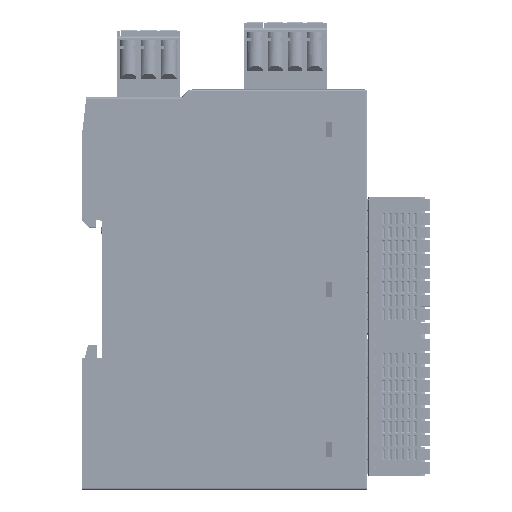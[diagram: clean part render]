
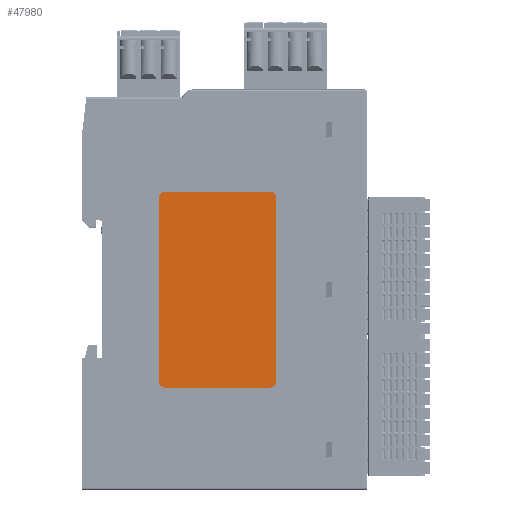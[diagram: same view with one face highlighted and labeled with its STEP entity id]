
A CAD part, top view. The second image highlights one B-rep face of the part: STEP entity #47980.
In plain terms, the highlighted planar face has unit normal (0, 0, 1).
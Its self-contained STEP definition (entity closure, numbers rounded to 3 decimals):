
#14943=LINE('',#264467,#32950);
#14946=LINE('',#264473,#32953);
#14950=LINE('',#264481,#32957);
#14952=LINE('',#264485,#32959);
#32950=VECTOR('',#207167,1.);
#32953=VECTOR('',#207172,1.);
#32957=VECTOR('',#207178,1.);
#32959=VECTOR('',#207182,1.);
#47980=ADVANCED_FACE('',(#64071),#56607,.F.);
#56607=PLANE('',#181163);
#64071=FACE_OUTER_BOUND('',#73820,.T.);
#73820=EDGE_LOOP('',(#97088,#97089,#97090,#97091,#97092,#97093,#97094,#97095));
#97088=ORIENTED_EDGE('',*,*,#155237,.F.);
#97089=ORIENTED_EDGE('',*,*,#155242,.T.);
#97090=ORIENTED_EDGE('',*,*,#155239,.F.);
#97091=ORIENTED_EDGE('',*,*,#155243,.T.);
#97092=ORIENTED_EDGE('',*,*,#155230,.F.);
#97093=ORIENTED_EDGE('',*,*,#155244,.T.);
#97094=ORIENTED_EDGE('',*,*,#155233,.F.);
#97095=ORIENTED_EDGE('',*,*,#155245,.T.);
#136239=VERTEX_POINT('',#264468);
#136240=VERTEX_POINT('',#264469);
#136241=VERTEX_POINT('',#264474);
#136242=VERTEX_POINT('',#264475);
#136243=VERTEX_POINT('',#264480);
#136244=VERTEX_POINT('',#264482);
#136245=VERTEX_POINT('',#264486);
#136246=VERTEX_POINT('',#264487);
#155230=EDGE_CURVE('',#136239,#136240,#14943,.T.);
#155233=EDGE_CURVE('',#136241,#136242,#14946,.T.);
#155237=EDGE_CURVE('',#136243,#136244,#14950,.T.);
#155239=EDGE_CURVE('',#136245,#136246,#14952,.T.);
#155242=EDGE_CURVE('',#136243,#136246,#173315,.T.);
#155243=EDGE_CURVE('',#136245,#136240,#173316,.T.);
#155244=EDGE_CURVE('',#136239,#136242,#173317,.T.);
#155245=EDGE_CURVE('',#136241,#136244,#173318,.T.);
#173315=CIRCLE('',#181159,1.8);
#173316=CIRCLE('',#181160,1.8);
#173317=CIRCLE('',#181161,1.8);
#173318=CIRCLE('',#181162,1.8);
#181159=AXIS2_PLACEMENT_3D('',#264491,#207187,#207188);
#181160=AXIS2_PLACEMENT_3D('',#264492,#207189,#207190);
#181161=AXIS2_PLACEMENT_3D('',#264493,#207191,#207192);
#181162=AXIS2_PLACEMENT_3D('',#264494,#207193,#207194);
#181163=AXIS2_PLACEMENT_3D('',#264495,#207195,#207196);
#207167=DIRECTION('',(-1.,0.,0.));
#207172=DIRECTION('',(0.,-1.,0.));
#207178=DIRECTION('',(1.,0.,0.));
#207182=DIRECTION('',(0.,1.,0.));
#207187=DIRECTION('',(0.,0.,1.));
#207188=DIRECTION('',(-1.,0.,0.));
#207189=DIRECTION('',(0.,0.,1.));
#207190=DIRECTION('',(-1.,0.,0.));
#207191=DIRECTION('',(0.,0.,1.));
#207192=DIRECTION('',(-1.,0.,0.));
#207193=DIRECTION('',(0.,0.,1.));
#207194=DIRECTION('',(-1.,0.,0.));
#207195=DIRECTION('',(0.,0.,-1.));
#207196=DIRECTION('',(1.,0.,0.));
#264467=CARTESIAN_POINT('',(-245.077,127.265,57.7));
#264468=CARTESIAN_POINT('',(-231.777,127.265,57.7));
#264469=CARTESIAN_POINT('',(-258.377,127.265,57.7));
#264473=CARTESIAN_POINT('',(-229.977,152.365,57.7));
#264474=CARTESIAN_POINT('',(-229.977,175.665,57.7));
#264475=CARTESIAN_POINT('',(-229.977,129.065,57.7));
#264480=CARTESIAN_POINT('',(-258.377,177.465,57.7));
#264481=CARTESIAN_POINT('',(-245.077,177.465,57.7));
#264482=CARTESIAN_POINT('',(-231.777,177.465,57.7));
#264485=CARTESIAN_POINT('',(-260.177,177.365,57.7));
#264486=CARTESIAN_POINT('',(-260.177,129.065,57.7));
#264487=CARTESIAN_POINT('',(-260.177,175.665,57.7));
#264491=CARTESIAN_POINT('',(-258.377,175.665,57.7));
#264492=CARTESIAN_POINT('',(-258.377,129.065,57.7));
#264493=CARTESIAN_POINT('',(-231.777,129.065,57.7));
#264494=CARTESIAN_POINT('',(-231.777,175.665,57.7));
#264495=CARTESIAN_POINT('',(-256.37,152.374,57.7));
